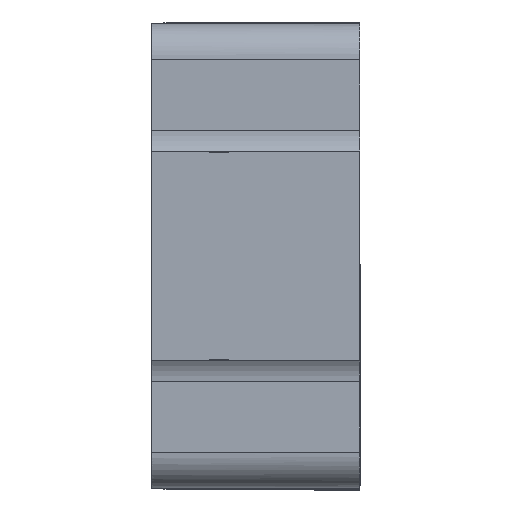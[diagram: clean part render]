
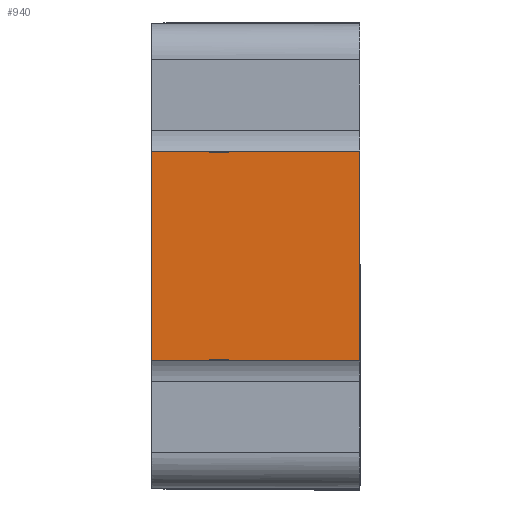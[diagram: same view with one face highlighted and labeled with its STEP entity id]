
A CAD part, left-side view. The second image highlights one B-rep face of the part: STEP entity #940.
In plain terms, the highlighted planar face has unit normal (-1, 0, 0).
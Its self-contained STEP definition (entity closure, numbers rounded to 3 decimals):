
#18 = FACE_OUTER_BOUND ( 'NONE', #649, .T. ) ;
#47 = CARTESIAN_POINT ( 'NONE',  ( -29., -5.1, -5.847 ) ) ;
#87 = DIRECTION ( 'NONE',  ( 0., 0., 1. ) ) ;
#101 = CARTESIAN_POINT ( 'NONE',  ( -29., -5.1, 13. ) ) ;
#198 = LINE ( 'NONE', #101, #2149 ) ;
#645 = EDGE_CURVE ( 'NONE', #1066, #1447, #2502, .T. ) ;
#649 = EDGE_LOOP ( 'NONE', ( #2507, #2053, #2448, #2349 ) ) ;
#659 = CARTESIAN_POINT ( 'NONE',  ( -29., -5.1, 5.847 ) ) ;
#736 = VECTOR ( 'NONE', #1815, 1000. ) ;
#741 = VERTEX_POINT ( 'NONE', #884 ) ;
#856 = CARTESIAN_POINT ( 'NONE',  ( -29., 6.5, 5.847 ) ) ;
#879 = VERTEX_POINT ( 'NONE', #2371 ) ;
#884 = CARTESIAN_POINT ( 'NONE',  ( -29., -5.1, -5.847 ) ) ;
#908 = EDGE_CURVE ( 'NONE', #879, #741, #2268, .T. ) ;
#940 = ADVANCED_FACE ( 'NONE', ( #18 ), #1023, .T. ) ;
#1023 = PLANE ( 'NONE',  #2076 ) ;
#1066 = VERTEX_POINT ( 'NONE', #1109 ) ;
#1086 = DIRECTION ( 'NONE',  ( 0., 0., 1. ) ) ;
#1109 = CARTESIAN_POINT ( 'NONE',  ( -29., -5.1, 5.847 ) ) ;
#1189 = VECTOR ( 'NONE', #1436, 1000. ) ;
#1234 = CARTESIAN_POINT ( 'NONE',  ( -29., 6.5, -13. ) ) ;
#1275 = DIRECTION ( 'NONE',  ( -1., 0., 0. ) ) ;
#1436 = DIRECTION ( 'NONE',  ( 0., 0., -1. ) ) ;
#1447 = VERTEX_POINT ( 'NONE', #856 ) ;
#1485 = VECTOR ( 'NONE', #1821, 1000. ) ;
#1754 = LINE ( 'NONE', #1234, #1189 ) ;
#1797 = EDGE_CURVE ( 'NONE', #741, #1066, #198, .T. ) ;
#1815 = DIRECTION ( 'NONE',  ( 0., -1., 0. ) ) ;
#1821 = DIRECTION ( 'NONE',  ( 0., 1., 0. ) ) ;
#2053 = ORIENTED_EDGE ( 'NONE', *, *, #645, .T. ) ;
#2076 = AXIS2_PLACEMENT_3D ( 'NONE', #2416, #1275, #87 ) ;
#2148 = EDGE_CURVE ( 'NONE', #1447, #879, #1754, .T. ) ;
#2149 = VECTOR ( 'NONE', #1086, 1000. ) ;
#2268 = LINE ( 'NONE', #47, #736 ) ;
#2349 = ORIENTED_EDGE ( 'NONE', *, *, #908, .T. ) ;
#2371 = CARTESIAN_POINT ( 'NONE',  ( -29., 6.5, -5.847 ) ) ;
#2416 = CARTESIAN_POINT ( 'NONE',  ( -29., -5.1, -13. ) ) ;
#2448 = ORIENTED_EDGE ( 'NONE', *, *, #2148, .T. ) ;
#2502 = LINE ( 'NONE', #659, #1485 ) ;
#2507 = ORIENTED_EDGE ( 'NONE', *, *, #1797, .T. ) ;
